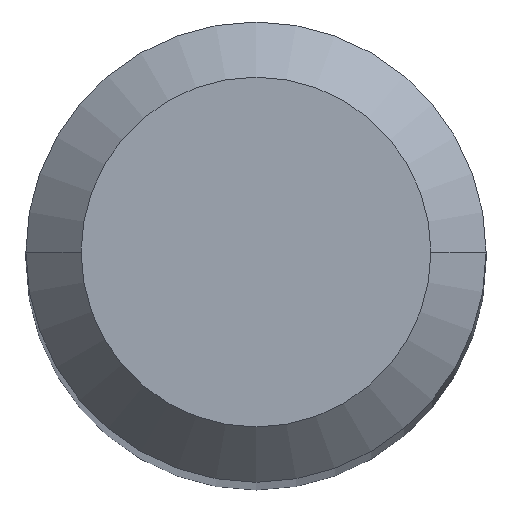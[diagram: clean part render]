
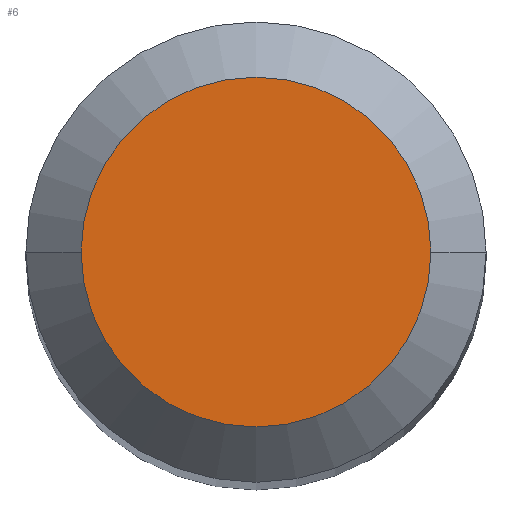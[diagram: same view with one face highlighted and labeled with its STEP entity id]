
A CAD part, top view. The second image highlights one B-rep face of the part: STEP entity #6.
In plain terms, the highlighted planar face has unit normal (0, 0, 1).
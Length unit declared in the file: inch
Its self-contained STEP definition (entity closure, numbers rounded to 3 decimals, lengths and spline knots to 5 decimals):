
#6 = ADVANCED_FACE ( 'NONE', ( #223 ), #116, .T. ) ;
#12 = VERTEX_POINT ( 'NONE', #185 ) ;
#21 = AXIS2_PLACEMENT_3D ( 'NONE', #166, #77, #121 ) ;
#46 = DIRECTION ( 'NONE',  ( 0., 0., 1. ) ) ;
#59 = VERTEX_POINT ( 'NONE', #206 ) ;
#62 = DIRECTION ( 'NONE',  ( 0., 0., 1. ) ) ;
#64 = ORIENTED_EDGE ( 'NONE', *, *, #124, .T. ) ;
#77 = DIRECTION ( 'NONE',  ( 0., 0., 1. ) ) ;
#84 = EDGE_LOOP ( 'NONE', ( #64, #268 ) ) ;
#99 = CARTESIAN_POINT ( 'NONE',  ( 0., 0., 1.5 ) ) ;
#109 = DIRECTION ( 'NONE',  ( 1., 0., 0. ) ) ;
#115 = CARTESIAN_POINT ( 'NONE',  ( 0., 0., 1.5 ) ) ;
#116 = PLANE ( 'NONE',  #176 ) ;
#121 = DIRECTION ( 'NONE',  ( 1., 0., 0. ) ) ;
#124 = EDGE_CURVE ( 'NONE', #59, #12, #186, .T. ) ;
#141 = DIRECTION ( 'NONE',  ( 1., 0., 0. ) ) ;
#166 = CARTESIAN_POINT ( 'NONE',  ( 0., 0., 1.5 ) ) ;
#176 = AXIS2_PLACEMENT_3D ( 'NONE', #115, #46, #141 ) ;
#185 = CARTESIAN_POINT ( 'NONE',  ( 0.0475, 0., 1.5 ) ) ;
#186 = CIRCLE ( 'NONE', #21, 0.0475 ) ;
#206 = CARTESIAN_POINT ( 'NONE',  ( -0.0475, 0., 1.5 ) ) ;
#223 = FACE_OUTER_BOUND ( 'NONE', #84, .T. ) ;
#236 = CIRCLE ( 'NONE', #271, 0.0475 ) ;
#268 = ORIENTED_EDGE ( 'NONE', *, *, #279, .T. ) ;
#271 = AXIS2_PLACEMENT_3D ( 'NONE', #99, #62, #109 ) ;
#279 = EDGE_CURVE ( 'NONE', #12, #59, #236, .T. ) ;
